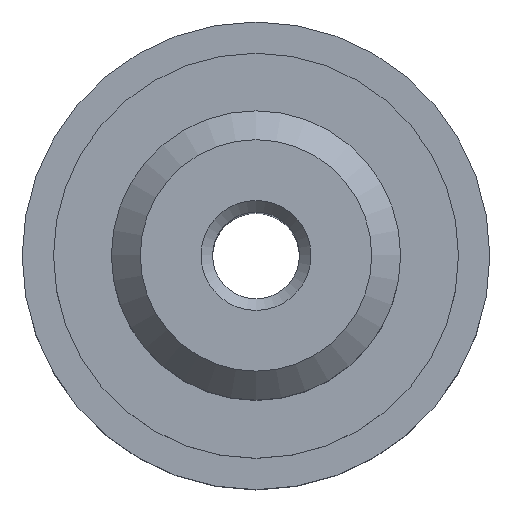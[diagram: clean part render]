
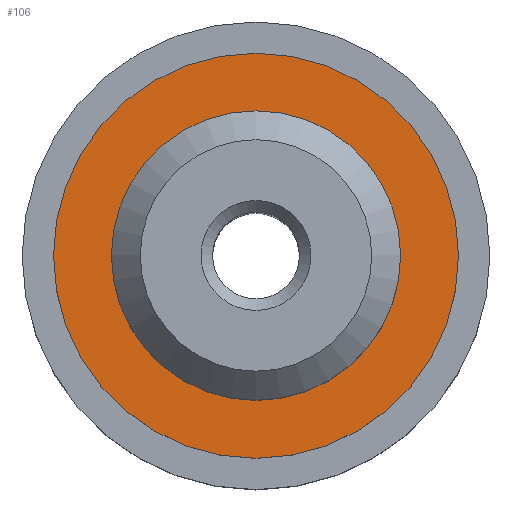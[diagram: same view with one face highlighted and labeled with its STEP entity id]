
A CAD part, top view. The second image highlights one B-rep face of the part: STEP entity #106.
In plain terms, the highlighted planar face has unit normal (0, 0, 1).
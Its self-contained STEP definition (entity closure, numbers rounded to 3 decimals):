
#106=ADVANCED_FACE('',(#363,#364),#377,.T.);
#349=EDGE_CURVE('',#355,#355,#350,.T.);
#350=CIRCLE('',#351,2.5);
#351=AXIS2_PLACEMENT_3D('',#352,#353,#354);
#352=CARTESIAN_POINT('',(0.,0.,10.5));
#353=DIRECTION('',(0.,0.,1.));
#354=DIRECTION('',(1.,0.,0.));
#355=VERTEX_POINT('',#356);
#356=CARTESIAN_POINT('',(2.5,0.,10.5));
#363=FACE_OUTER_BOUND('',#365,.T.);
#364=FACE_BOUND('',#366,.T.);
#365=EDGE_LOOP('',(#367));
#366=EDGE_LOOP('',(#376));
#367=ORIENTED_EDGE('',*,*,#368,.T.);
#368=EDGE_CURVE('',#374,#374,#369,.T.);
#369=CIRCLE('',#370,3.5);
#370=AXIS2_PLACEMENT_3D('',#371,#372,#373);
#371=CARTESIAN_POINT('',(0.,0.,10.5));
#372=DIRECTION('',(0.,0.,1.));
#373=DIRECTION('',(1.,0.,0.));
#374=VERTEX_POINT('',#375);
#375=CARTESIAN_POINT('',(3.5,0.,10.5));
#376=ORIENTED_EDGE('',*,*,#349,.F.);
#377=PLANE('',#378);
#378=AXIS2_PLACEMENT_3D('',#379,#380,#381);
#379=CARTESIAN_POINT('',(2.5,0.,10.5));
#380=DIRECTION('',(0.,0.,1.));
#381=DIRECTION('',(1.,0.,0.));
